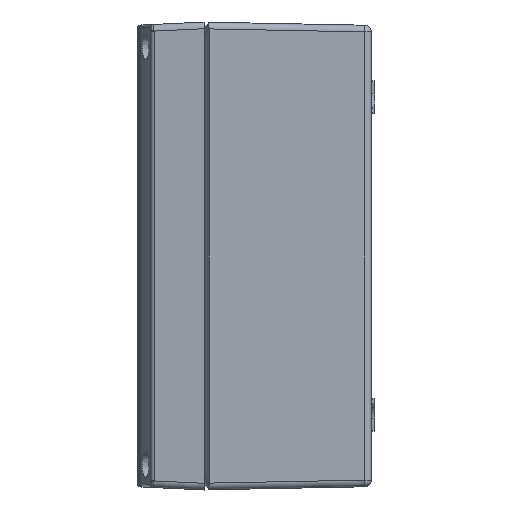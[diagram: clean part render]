
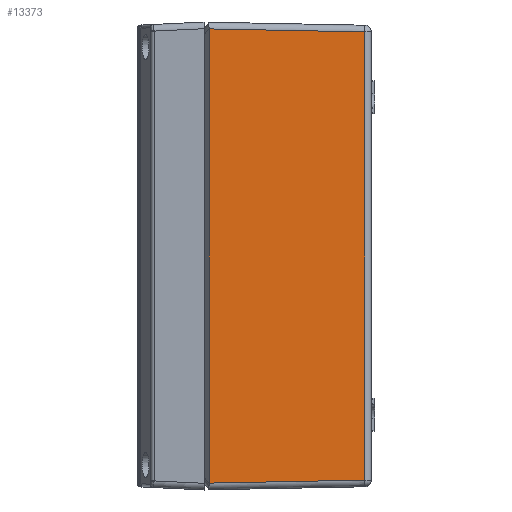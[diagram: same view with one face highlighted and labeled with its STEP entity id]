
A CAD part, left-side view. The second image highlights one B-rep face of the part: STEP entity #13373.
In plain terms, the highlighted planar face has unit normal (-1, -0.019, 0).
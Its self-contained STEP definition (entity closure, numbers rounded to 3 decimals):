
#5360 = CARTESIAN_POINT ( 'NONE',  ( -89.039, -50.038, 67.04 ) ) ;
#5366 = LINE ( 'NONE', #5374, #5464 ) ;
#5374 = CARTESIAN_POINT ( 'NONE',  ( -89.949, -2.648, 67.95 ) ) ;
#5463 = DIRECTION ( 'NONE',  ( -0.019, 1., 0.019 ) ) ;
#5464 = VECTOR ( 'NONE', #5463, 1000. ) ;
#5848 = CARTESIAN_POINT ( 'NONE',  ( -90., 0., -70. ) ) ;
#5852 = PLANE ( 'NONE',  #5862 ) ;
#5860 = FACE_OUTER_BOUND ( 'NONE', #13331, .T. ) ;
#5862 = AXIS2_PLACEMENT_3D ( 'NONE', #5848, #5895, #5889 ) ;
#5889 = DIRECTION ( 'NONE',  ( 0.019, -1., 0. ) ) ;
#5895 = DIRECTION ( 'NONE',  ( -1., -0.019, 0. ) ) ;
#11520 = VERTEX_POINT ( 'NONE', #5360 ) ;
#12050 = EDGE_CURVE ( 'NONE', #11520, #14842, #5366, .T. ) ;
#12121 = ORIENTED_EDGE ( 'NONE', *, *, #14913, .T. ) ;
#12593 = ORIENTED_EDGE ( 'NONE', *, *, #14811, .T. ) ;
#12628 = ORIENTED_EDGE ( 'NONE', *, *, #12050, .T. ) ;
#13331 = EDGE_LOOP ( 'NONE', ( #12593, #12628, #14990, #12121 ) ) ;
#13373 = ADVANCED_FACE ( 'NONE', ( #5860 ), #5852, .T. ) ;
#14732 = VERTEX_POINT ( 'NONE', #23223 ) ;
#14811 = EDGE_CURVE ( 'NONE', #14732, #11520, #23198, .T. ) ;
#14842 = VERTEX_POINT ( 'NONE', #23270 ) ;
#14851 = EDGE_CURVE ( 'NONE', #14842, #14889, #23301, .T. ) ;
#14889 = VERTEX_POINT ( 'NONE', #23292 ) ;
#14913 = EDGE_CURVE ( 'NONE', #14889, #14732, #23368, .T. ) ;
#14990 = ORIENTED_EDGE ( 'NONE', *, *, #14851, .T. ) ;
#23197 = CARTESIAN_POINT ( 'NONE',  ( -89.039, -50.038, 69.002 ) ) ;
#23198 = LINE ( 'NONE', #23197, #23241 ) ;
#23223 = CARTESIAN_POINT ( 'NONE',  ( -89.039, -50.038, -67.04 ) ) ;
#23240 = DIRECTION ( 'NONE',  ( 0., 0., 1. ) ) ;
#23241 = VECTOR ( 'NONE', #23240, 1000. ) ;
#23270 = CARTESIAN_POINT ( 'NONE',  ( -89.933, -3.5, 67.933 ) ) ;
#23292 = CARTESIAN_POINT ( 'NONE',  ( -89.933, -3.5, -67.933 ) ) ;
#23300 = CARTESIAN_POINT ( 'NONE',  ( -89.933, -3.5, -69.962 ) ) ;
#23301 = LINE ( 'NONE', #23300, #23339 ) ;
#23338 = DIRECTION ( 'NONE',  ( 0., 0., -1. ) ) ;
#23339 = VECTOR ( 'NONE', #23338, 1000. ) ;
#23361 = DIRECTION ( 'NONE',  ( 0.019, -1., 0.019 ) ) ;
#23362 = VECTOR ( 'NONE', #23361, 1000. ) ;
#23363 = CARTESIAN_POINT ( 'NONE',  ( -90.001, 0.038, -68.001 ) ) ;
#23368 = LINE ( 'NONE', #23363, #23362 ) ;
